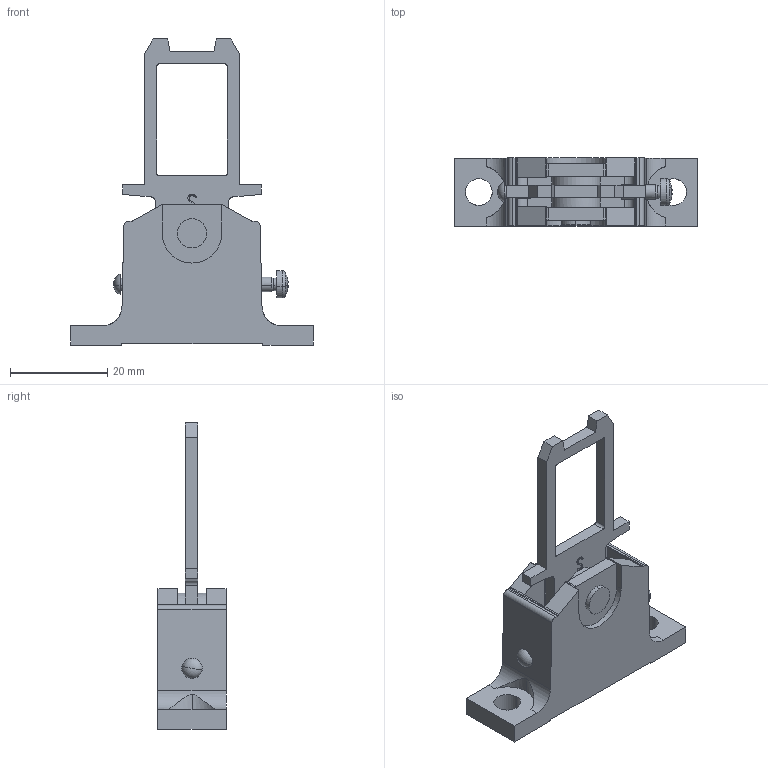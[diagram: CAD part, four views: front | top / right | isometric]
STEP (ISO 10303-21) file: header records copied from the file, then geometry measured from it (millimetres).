
FILE_DESCRIPTION(('STEP AP214'),'1');
FILE_NAME(' ',' ',('TraceParts'),('TraceParts S.A.'),'XStep 1.0',' ',' ');
FILE_SCHEMA(('automotive_design'));
Length unit declared in the file: millimetre
Products named in the file (1): 1
Bounding box: 50 x 14 x 63 mm (x, y, z)
Volume: 9520.5 mm3; surface area: 7437.3 mm2
Topology: 1 solids, 2 shells, 215 faces, 579 edges, 373 vertices
Faces by surface type: plane 116, cylinder 70, bspline 15, cone 6, torus 6, sphere 2
Entity records: 14372 total; most frequent: CARTESIAN_POINT 2445, STYLED_ITEM 1163, PRESENTATION_STYLE_ASSIGNMENT 1163, COLOUR_RGB 1163, ORIENTED_EDGE 1150, DIRECTION 1134, EDGE_CURVE 575, CURVE_STYLE 575
